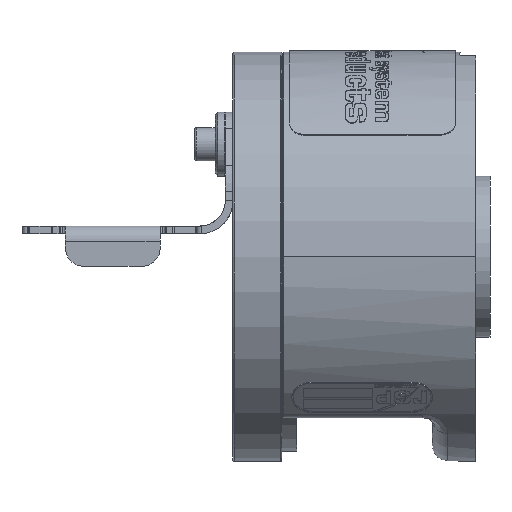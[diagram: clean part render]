
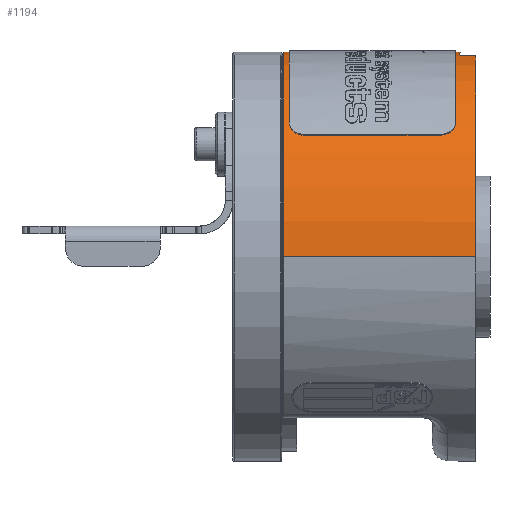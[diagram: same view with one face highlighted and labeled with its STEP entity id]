
A CAD part, left-side view. The second image highlights one B-rep face of the part: STEP entity #1194.
In plain terms, the highlighted cylindrical face has radius 80 mm (diameter 160 mm), a partial arc.
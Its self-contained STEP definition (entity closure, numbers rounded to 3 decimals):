
#807 = EDGE_CURVE ( 'NONE', #34580, #21194, #44267, .T. ) ;
#1114 = CARTESIAN_POINT ( 'NONE',  ( -4.03, 11.324, 80.304 ) ) ;
#1194 = ADVANCED_FACE ( 'NONE', ( #8935 ), #17184, .T. ) ;
#1871 = CARTESIAN_POINT ( 'NONE',  ( -14.937, 9.678, 78.593 ) ) ;
#2017 = CIRCLE ( 'NONE', #16278, 80. ) ;
#2181 = CARTESIAN_POINT ( 'NONE',  ( -14.667, 10.464, 78.644 ) ) ;
#2200 = VERTEX_POINT ( 'NONE', #18037 ) ;
#2396 = EDGE_LOOP ( 'NONE', ( #38995, #35349, #13071, #25395, #10495, #7828, #19256, #5998, #40585, #8443 ) ) ;
#2860 = CARTESIAN_POINT ( 'NONE',  ( 12., 12.023, 79.095 ) ) ;
#3986 = AXIS2_PLACEMENT_3D ( 'NONE', #19435, #5586, #26533 ) ;
#4302 = CARTESIAN_POINT ( 'NONE',  ( 15., 5.5, 78.581 ) ) ;
#4601 = DIRECTION ( 'NONE',  ( 0., 1., 0. ) ) ;
#5202 = CARTESIAN_POINT ( 'NONE',  ( 14.734, 10.268, 78.631 ) ) ;
#5586 = DIRECTION ( 'NONE',  ( 0., 1., 0. ) ) ;
#5747 = CARTESIAN_POINT ( 'NONE',  ( -14.056, 11.288, 78.756 ) ) ;
#5749 = CIRCLE ( 'NONE', #24264, 80. ) ;
#5998 = ORIENTED_EDGE ( 'NONE', *, *, #30570, .T. ) ;
#6807 = CARTESIAN_POINT ( 'NONE',  ( -80., 81.1, 0. ) ) ;
#7778 = LINE ( 'NONE', #38268, #19890 ) ;
#7828 = ORIENTED_EDGE ( 'NONE', *, *, #807, .T. ) ;
#7947 = DIRECTION ( 'NONE',  ( 0., 1., 0. ) ) ;
#8443 = ORIENTED_EDGE ( 'NONE', *, *, #14444, .T. ) ;
#8592 = CARTESIAN_POINT ( 'NONE',  ( 14.325, 10.983, 78.707 ) ) ;
#8935 = FACE_OUTER_BOUND ( 'NONE', #2396, .T. ) ;
#8978 = CARTESIAN_POINT ( 'NONE',  ( -12.206, 12.041, 79.064 ) ) ;
#10495 = ORIENTED_EDGE ( 'NONE', *, *, #36385, .T. ) ;
#11901 = CARTESIAN_POINT ( 'NONE',  ( 4.03, 11.324, 80.304 ) ) ;
#12051 = CARTESIAN_POINT ( 'NONE',  ( -13.576, 11.663, 78.84 ) ) ;
#12122 = CARTESIAN_POINT ( 'NONE',  ( 14.918, 9.678, 78.597 ) ) ;
#12513 = CARTESIAN_POINT ( 'NONE',  ( -14.467, 10.822, 78.682 ) ) ;
#12666 = CARTESIAN_POINT ( 'NONE',  ( -13.394, 11.764, 78.871 ) ) ;
#13071 = ORIENTED_EDGE ( 'NONE', *, *, #40359, .T. ) ;
#14158 = CARTESIAN_POINT ( 'NONE',  ( 0., 5.5, 0. ) ) ;
#14444 = EDGE_CURVE ( 'NONE', #17470, #33195, #5749, .T. ) ;
#15123 = EDGE_CURVE ( 'NONE', #17470, #39338, #23356, .T. ) ;
#15386 = CARTESIAN_POINT ( 'NONE',  ( 14.649, 10.458, 78.647 ) ) ;
#15772 = DIRECTION ( 'NONE',  ( 0., -1., 0. ) ) ;
#15979 = CARTESIAN_POINT ( 'NONE',  ( 14.053, 11.291, 78.756 ) ) ;
#16278 = AXIS2_PLACEMENT_3D ( 'NONE', #37380, #15772, #40319 ) ;
#17099 = DIRECTION ( 'NONE',  ( 0., -1., 0. ) ) ;
#17184 = CYLINDRICAL_SURFACE ( 'NONE', #35374, 80. ) ;
#17470 = VERTEX_POINT ( 'NONE', #4302 ) ;
#17952 = CARTESIAN_POINT ( 'NONE',  ( 80., 80.6, 0. ) ) ;
#18037 = CARTESIAN_POINT ( 'NONE',  ( -15., 5.5, 78.581 ) ) ;
#18115 = CARTESIAN_POINT ( 'NONE',  ( -80., 5.5, 0. ) ) ;
#18424 = CARTESIAN_POINT ( 'NONE',  ( 15., 81.1, 78.581 ) ) ;
#18980 = DIRECTION ( 'NONE',  ( -1., 0., 0. ) ) ;
#19000 = EDGE_CURVE ( 'NONE', #35343, #2200, #40809, .T. ) ;
#19153 = CARTESIAN_POINT ( 'NONE',  ( -15., 9.271, 78.581 ) ) ;
#19256 = ORIENTED_EDGE ( 'NONE', *, *, #20393, .T. ) ;
#19299 = CARTESIAN_POINT ( 'NONE',  ( -13.015, 11.919, 78.934 ) ) ;
#19435 = CARTESIAN_POINT ( 'NONE',  ( 0., 5.5, 0. ) ) ;
#19522 = CARTESIAN_POINT ( 'NONE',  ( 15., 8.855, 78.581 ) ) ;
#19890 = VECTOR ( 'NONE', #17099, 1000. ) ;
#20393 = EDGE_CURVE ( 'NONE', #21194, #44047, #43519, .T. ) ;
#21194 = VERTEX_POINT ( 'NONE', #27843 ) ;
#21942 = CARTESIAN_POINT ( 'NONE',  ( 12., 12.023, 79.095 ) ) ;
#22249 = VECTOR ( 'NONE', #7947, 1000. ) ;
#22542 = CARTESIAN_POINT ( 'NONE',  ( 0., 81.1, 0. ) ) ;
#23356 = LINE ( 'NONE', #18424, #22249 ) ;
#24159 = CARTESIAN_POINT ( 'NONE',  ( 15., 8.855, 78.581 ) ) ;
#24264 = AXIS2_PLACEMENT_3D ( 'NONE', #14158, #24385, #38890 ) ;
#24385 = DIRECTION ( 'NONE',  ( 0., 1., 0. ) ) ;
#25395 = ORIENTED_EDGE ( 'NONE', *, *, #19000, .T. ) ;
#25775 = CARTESIAN_POINT ( 'NONE',  ( 80., 5.5, 0. ) ) ;
#26533 = DIRECTION ( 'NONE',  ( 1., 0., 0. ) ) ;
#26853 = CARTESIAN_POINT ( 'NONE',  ( -12.413, 12.035, 79.031 ) ) ;
#27843 = CARTESIAN_POINT ( 'NONE',  ( -12., 12.023, 79.095 ) ) ;
#29483 = DIRECTION ( 'NONE',  ( 0., -1., 0. ) ) ;
#29727 = CARTESIAN_POINT ( 'NONE',  ( 13.012, 11.921, 78.935 ) ) ;
#29881 = CARTESIAN_POINT ( 'NONE',  ( 14.869, 9.877, 78.606 ) ) ;
#29886 = CARTESIAN_POINT ( 'NONE',  ( -15., 81.1, 78.581 ) ) ;
#29914 = VERTEX_POINT ( 'NONE', #17952 ) ;
#30034 = CARTESIAN_POINT ( 'NONE',  ( 13.568, 11.668, 78.841 ) ) ;
#30110 = VECTOR ( 'NONE', #31483, 1000. ) ;
#30277 = CARTESIAN_POINT ( 'NONE',  ( -13.905, 11.425, 78.782 ) ) ;
#30431 = CARTESIAN_POINT ( 'NONE',  ( -12., 12.023, 79.095 ) ) ;
#30570 = EDGE_CURVE ( 'NONE', #44047, #39338, #31763, .T. ) ;
#31483 = DIRECTION ( 'NONE',  ( 0., -1., 0. ) ) ;
#31536 = CARTESIAN_POINT ( 'NONE',  ( -80., 80.6, 0. ) ) ;
#31763 = B_SPLINE_CURVE_WITH_KNOTS ( 'NONE', 3,
 ( #43926, #36547, #44234, #33132, #29727, #43780, #30034, #37127, #15979, #8592, #40675, #15386, #5202, #29881, #12122, #43632, #33436, #19522 ),
 .UNSPECIFIED., .F., .F.,
 ( 4, 2, 2, 2, 2, 2, 2, 2, 4 ),
 ( 0., 0.001, 0.001, 0.002, 0.002, 0.003, 0.004, 0.004, 0.005 ),
 .UNSPECIFIED. ) ;
#32448 = CARTESIAN_POINT ( 'NONE',  ( -12., 12.023, 79.095 ) ) ;
#33132 = CARTESIAN_POINT ( 'NONE',  ( 12.811, 11.975, 78.968 ) ) ;
#33195 = VERTEX_POINT ( 'NONE', #25775 ) ;
#33436 = CARTESIAN_POINT ( 'NONE',  ( 15., 9.063, 78.581 ) ) ;
#34580 = VERTEX_POINT ( 'NONE', #44609 ) ;
#34688 = EDGE_CURVE ( 'NONE', #29914, #33195, #7778, .T. ) ;
#35343 = VERTEX_POINT ( 'NONE', #18115 ) ;
#35349 = ORIENTED_EDGE ( 'NONE', *, *, #38392, .T. ) ;
#35374 = AXIS2_PLACEMENT_3D ( 'NONE', #22542, #29483, #18980 ) ;
#35590 = VERTEX_POINT ( 'NONE', #31536 ) ;
#36385 = EDGE_CURVE ( 'NONE', #2200, #34580, #39705, .T. ) ;
#36547 = CARTESIAN_POINT ( 'NONE',  ( 12.205, 12.041, 79.064 ) ) ;
#37058 = CARTESIAN_POINT ( 'NONE',  ( -12.819, 11.974, 78.966 ) ) ;
#37127 = CARTESIAN_POINT ( 'NONE',  ( 13.902, 11.428, 78.783 ) ) ;
#37380 = CARTESIAN_POINT ( 'NONE',  ( 0., 80.6, 0. ) ) ;
#38268 = CARTESIAN_POINT ( 'NONE',  ( 80., 81.1, 0. ) ) ;
#38392 = EDGE_CURVE ( 'NONE', #29914, #35590, #2017, .T. ) ;
#38890 = DIRECTION ( 'NONE',  ( 1., 0., 0. ) ) ;
#38995 = ORIENTED_EDGE ( 'NONE', *, *, #34688, .F. ) ;
#39338 = VERTEX_POINT ( 'NONE', #24159 ) ;
#39705 = LINE ( 'NONE', #29886, #45758 ) ;
#40319 = DIRECTION ( 'NONE',  ( 1., 0., 0. ) ) ;
#40359 = EDGE_CURVE ( 'NONE', #35590, #35343, #45534, .T. ) ;
#40585 = ORIENTED_EDGE ( 'NONE', *, *, #15123, .F. ) ;
#40675 = CARTESIAN_POINT ( 'NONE',  ( 14.446, 10.814, 78.685 ) ) ;
#40809 = CIRCLE ( 'NONE', #3986, 80. ) ;
#43519 =( BOUNDED_CURVE ( )  B_SPLINE_CURVE ( 3, ( #32448, #1114, #11901, #21942 ),
 .UNSPECIFIED., .F., .F. ) 
 B_SPLINE_CURVE_WITH_KNOTS ( ( 4, 4 ),
 ( 6.133, 6.434 ),
 .UNSPECIFIED. ) 
 CURVE ( )  GEOMETRIC_REPRESENTATION_ITEM ( )  RATIONAL_B_SPLINE_CURVE ( ( 1., 0.992, 0.992, 1. ) ) 
 REPRESENTATION_ITEM ( '' )  );
#43632 = CARTESIAN_POINT ( 'NONE',  ( 14.984, 9.271, 78.584 ) ) ;
#43780 = CARTESIAN_POINT ( 'NONE',  ( 13.388, 11.767, 78.872 ) ) ;
#43926 = CARTESIAN_POINT ( 'NONE',  ( 12., 12.023, 79.095 ) ) ;
#44047 = VERTEX_POINT ( 'NONE', #2860 ) ;
#44234 = CARTESIAN_POINT ( 'NONE',  ( 12.409, 12.035, 79.032 ) ) ;
#44267 = B_SPLINE_CURVE_WITH_KNOTS ( 'NONE', 3,
 ( #44461, #19153, #1871, #2181, #12513, #5747, #30277, #12051, #12666, #19299, #37058, #26853, #8978, #30431 ),
 .UNSPECIFIED., .F., .F.,
 ( 4, 2, 2, 2, 2, 2, 4 ),
 ( 0., 0.001, 0.002, 0.003, 0.004, 0.004, 0.005 ),
 .UNSPECIFIED. ) ;
#44461 = CARTESIAN_POINT ( 'NONE',  ( -15., 8.855, 78.581 ) ) ;
#44609 = CARTESIAN_POINT ( 'NONE',  ( -15., 8.855, 78.581 ) ) ;
#45534 = LINE ( 'NONE', #6807, #30110 ) ;
#45758 = VECTOR ( 'NONE', #4601, 1000. ) ;
